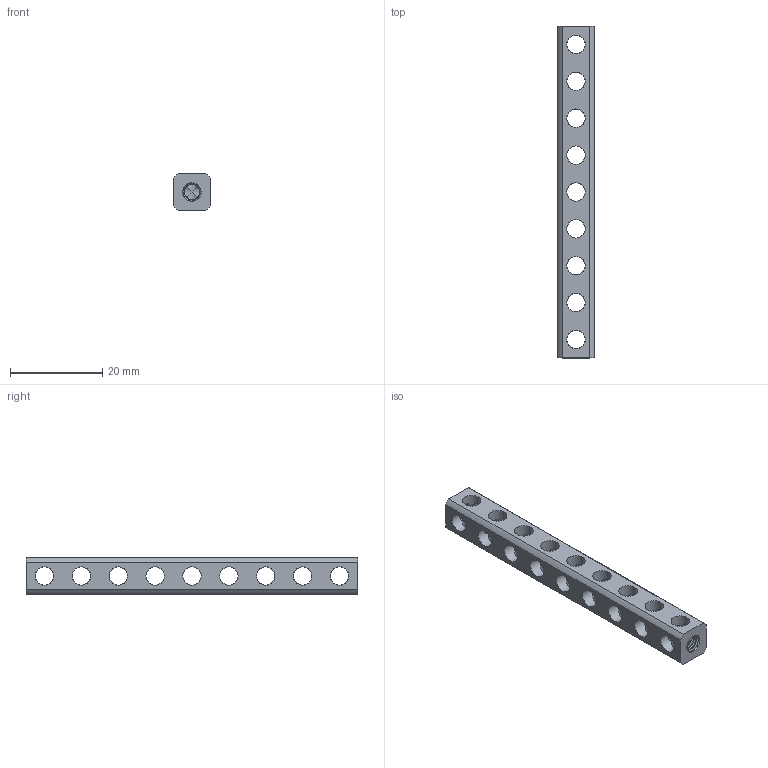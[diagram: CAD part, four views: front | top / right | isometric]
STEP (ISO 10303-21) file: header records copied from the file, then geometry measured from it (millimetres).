
FILE_DESCRIPTION( ( '' ), ' ' );
FILE_NAME( '5a2ac73672ac810ef6302db4.step', '2017-12-08T17:09:11', ( '' ), ( '' ), ' ', ' ', ' ' );
FILE_SCHEMA( ( 'AUTOMOTIVE_DESIGN { 1 0 10303 214 1 1 1 1 }' ) );
Length unit declared in the file: metre
Products named in the file (1): 1119-0009-0072
Bounding box: 8 x 72 x 8 mm (x, y, z)
Volume: 2924.4 mm3; surface area: 3185.9 mm2
Topology: 1 solids, 1 shells, 118 faces, 544 edges, 404 vertices
Faces by surface type: cylinder 84, bspline 26, plane 6, cone 2
Full cylindrical faces by diameter (mm): 4 x36
Entity records: 9052 total; most frequent: CARTESIAN_POINT 4419, ORIENTED_EDGE 1016, DIRECTION 546, EDGE_CURVE 508, VERTEX_POINT 404, AXIS2_PLACEMENT_3D 261, EDGE_LOOP 192, FACE_OUTER_BOUND 154
